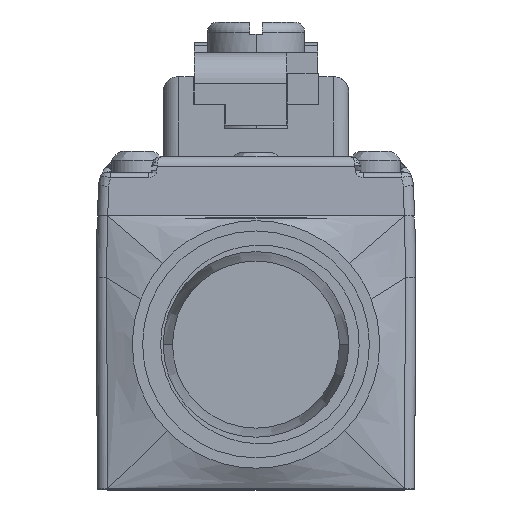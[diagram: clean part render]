
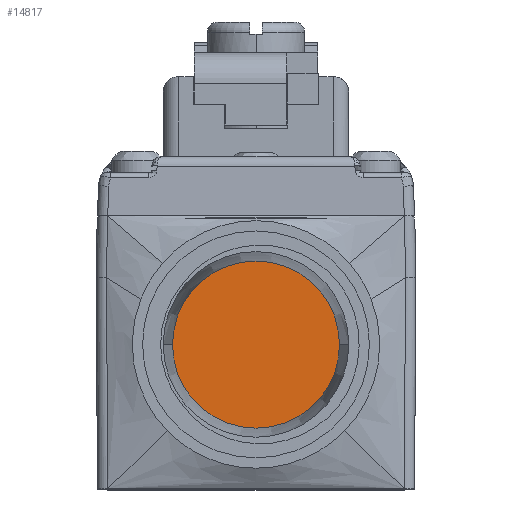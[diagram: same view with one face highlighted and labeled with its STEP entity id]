
A CAD part, top view. The second image highlights one B-rep face of the part: STEP entity #14817.
In plain terms, the highlighted planar face has unit normal (0, 0, 1).
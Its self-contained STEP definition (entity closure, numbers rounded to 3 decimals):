
#14700=CARTESIAN_POINT('',(0.,-12.5,52.));
#14701=DIRECTION('',(0.,0.,1.));
#14702=DIRECTION('',(-1.,0.,0.));
#14703=AXIS2_PLACEMENT_3D('',#14700,#14701,#14702);
#14709=CARTESIAN_POINT('',(0.,-12.5,52.));
#14710=DIRECTION('',(0.,0.,-1.));
#14711=DIRECTION('',(-1.,0.,0.));
#14712=AXIS2_PLACEMENT_3D('',#14709,#14710,#14711);
#14726=CARTESIAN_POINT('',(-8.1,-12.5,52.));
#14727=CARTESIAN_POINT('',(8.1,-12.5,52.));
#14728=VERTEX_POINT('',#14726);
#14729=VERTEX_POINT('',#14727);
#14808=CARTESIAN_POINT('',(0.,-12.5,52.));
#14809=DIRECTION('',(0.,0.,1.));
#14810=DIRECTION('',(-1.,0.,0.));
#14811=AXIS2_PLACEMENT_3D('',#14808,#14809,#14810);
#14812=PLANE('',#14811);
#14813=ORIENTED_EDGE('',*,*,#14802,.T.);
#14814=ORIENTED_EDGE('',*,*,#14788,.F.);
#14815=EDGE_LOOP('',(#14813,#14814));
#14816=FACE_OUTER_BOUND('',#14815,.F.);
#14704=CIRCLE('',#14703,8.1);
#14713=CIRCLE('',#14712,8.1);
#14788=EDGE_CURVE('',#14728,#14729,#14704,.T.);
#14802=EDGE_CURVE('',#14728,#14729,#14713,.T.);
#14817=ADVANCED_FACE('',(#14816),#14812,.T.);
